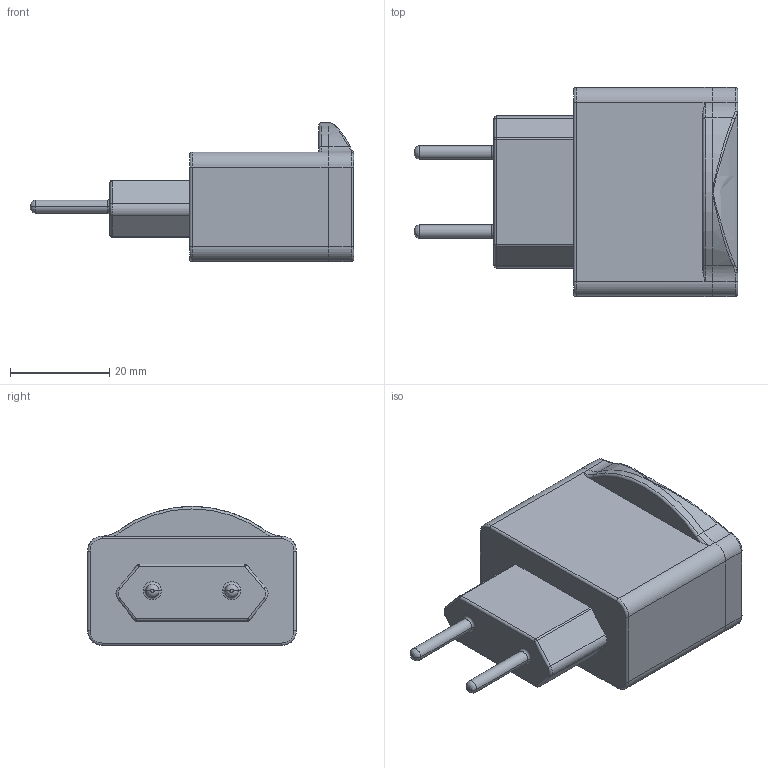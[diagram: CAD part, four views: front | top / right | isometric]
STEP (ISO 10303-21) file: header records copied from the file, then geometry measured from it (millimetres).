
FILE_DESCRIPTION(('CATIA V5 STEP Exchange'),'2;1');
FILE_NAME('wallnuevo.stp','2014-03-06T08:55:47+00:00',('none'),('none'),'CATIA Version 5 Release 19 SP 2 (IN-10)','CATIA V5 STEP AP203','none');
FILE_SCHEMA(('CONFIG_CONTROL_DESIGN'));
Length unit declared in the file: millimetre
Products named in the file (1): Product2
Assembly tree (3 placements, depth 2):
  Product2
    #56
    #832
    #3354
Bounding box: 65 x 42 x 27.97 mm (x, y, z)
Volume: 14320.4 mm3; surface area: 18398.4 mm2
Topology: 3 solids, 3 shells, 179 faces, 444 edges, 277 vertices
Faces by surface type: plane 83, cylinder 59, torus 23, sphere 6, revolution 4, bspline 3, extrusion 1
Entity records: 5549 total; most frequent: CARTESIAN_POINT 1375, ORIENTED_EDGE 872, DIRECTION 739, EDGE_CURVE 436, AXIS2_PLACEMENT_3D 316, VERTEX_POINT 274, VECTOR 253, LINE 252
